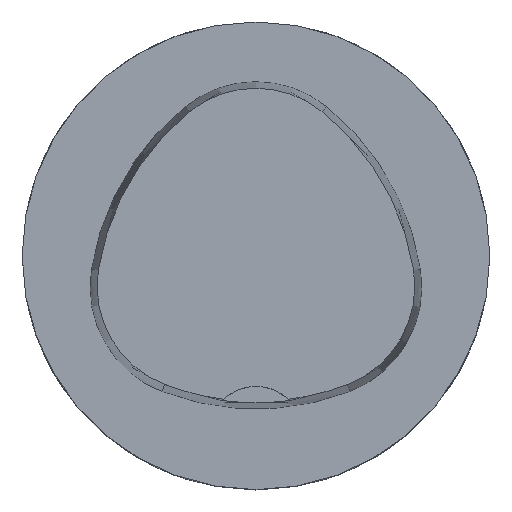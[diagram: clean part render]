
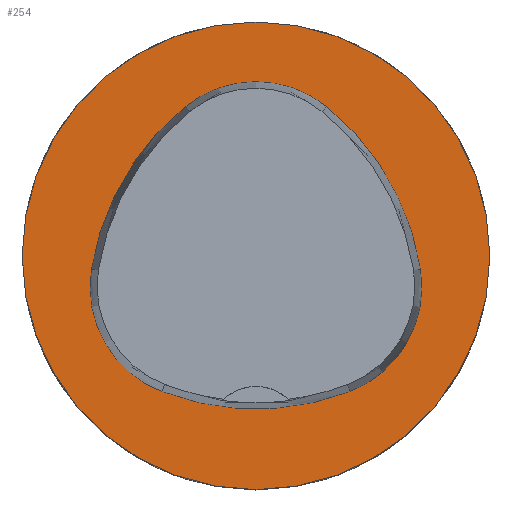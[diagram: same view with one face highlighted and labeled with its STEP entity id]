
A CAD part, top view. The second image highlights one B-rep face of the part: STEP entity #254.
In plain terms, the highlighted planar face has unit normal (0, 0, 1).
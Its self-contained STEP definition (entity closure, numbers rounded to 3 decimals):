
#254=ADVANCED_FACE('',(#491,#492),#306,.T.);
#306=PLANE('',#1389);
#491=FACE_BOUND('',#550,.T.);
#492=FACE_BOUND('',#551,.T.);
#550=EDGE_LOOP('',(#771,#772,#773,#774,#775,#776));
#551=EDGE_LOOP('',(#777));
#771=ORIENTED_EDGE('',*,*,#1142,.F.);
#772=ORIENTED_EDGE('',*,*,#1137,.F.);
#773=ORIENTED_EDGE('',*,*,#1132,.F.);
#774=ORIENTED_EDGE('',*,*,#1129,.F.);
#775=ORIENTED_EDGE('',*,*,#1126,.F.);
#776=ORIENTED_EDGE('',*,*,#1122,.F.);
#777=ORIENTED_EDGE('',*,*,#1113,.T.);
#986=VERTEX_POINT('',#2152);
#995=VERTEX_POINT('',#2171);
#996=VERTEX_POINT('',#2172);
#999=VERTEX_POINT('',#2180);
#1001=VERTEX_POINT('',#2186);
#1003=VERTEX_POINT('',#2192);
#1007=VERTEX_POINT('',#2205);
#1113=EDGE_CURVE('',#986,#986,#1204,.T.);
#1122=EDGE_CURVE('',#995,#996,#1205,.T.);
#1126=EDGE_CURVE('',#996,#999,#1207,.T.);
#1129=EDGE_CURVE('',#999,#1001,#1209,.T.);
#1132=EDGE_CURVE('',#1001,#1003,#1211,.T.);
#1137=EDGE_CURVE('',#1003,#1007,#1214,.T.);
#1142=EDGE_CURVE('',#1007,#995,#1217,.T.);
#1204=CIRCLE('',#1361,25.);
#1205=CIRCLE('',#1367,28.);
#1207=CIRCLE('',#1370,12.);
#1209=CIRCLE('',#1373,28.);
#1211=CIRCLE('',#1376,12.);
#1214=CIRCLE('',#1380,28.);
#1217=CIRCLE('',#1384,12.);
#1361=AXIS2_PLACEMENT_3D('',#2151,#1622,#1623);
#1367=AXIS2_PLACEMENT_3D('',#2170,#1638,#1639);
#1370=AXIS2_PLACEMENT_3D('',#2179,#1646,#1647);
#1373=AXIS2_PLACEMENT_3D('',#2185,#1653,#1654);
#1376=AXIS2_PLACEMENT_3D('',#2191,#1660,#1661);
#1380=AXIS2_PLACEMENT_3D('',#2204,#1669,#1670);
#1384=AXIS2_PLACEMENT_3D('',#2217,#1678,#1679);
#1389=AXIS2_PLACEMENT_3D('',#2222,#1688,#1689);
#1622=DIRECTION('',(0.,0.,1.));
#1623=DIRECTION('',(1.,0.,0.));
#1638=DIRECTION('',(0.,0.,1.));
#1639=DIRECTION('',(1.,0.,0.));
#1646=DIRECTION('',(0.,0.,1.));
#1647=DIRECTION('',(1.,0.,0.));
#1653=DIRECTION('',(0.,0.,1.));
#1654=DIRECTION('',(1.,0.,0.));
#1660=DIRECTION('',(0.,0.,1.));
#1661=DIRECTION('',(1.,0.,0.));
#1669=DIRECTION('',(0.,0.,1.));
#1670=DIRECTION('',(1.,0.,0.));
#1678=DIRECTION('',(0.,0.,1.));
#1679=DIRECTION('',(1.,0.,0.));
#1688=DIRECTION('',(0.,0.,1.));
#1689=DIRECTION('',(-1.,0.,0.));
#2151=CARTESIAN_POINT('',(0.,0.,0.));
#2152=CARTESIAN_POINT('',(25.,0.,0.));
#2170=CARTESIAN_POINT('',(-10.068,-5.824,0.));
#2171=CARTESIAN_POINT('',(17.584,-1.424,0.));
#2172=CARTESIAN_POINT('',(7.531,15.953,0.));
#2179=CARTESIAN_POINT('',(-0.011,6.62,0.));
#2180=CARTESIAN_POINT('',(-7.567,15.942,0.));
#2185=CARTESIAN_POINT('',(10.063,-5.81,0.));
#2186=CARTESIAN_POINT('',(-17.59,-1.418,0.));
#2191=CARTESIAN_POINT('',(-5.739,-3.3,0.));
#2192=CARTESIAN_POINT('',(-10.05,-14.499,0.));
#2204=CARTESIAN_POINT('',(0.01,11.631,0.));
#2205=CARTESIAN_POINT('',(10.025,-14.516,0.));
#2217=CARTESIAN_POINT('',(5.733,-3.31,0.));
#2222=CARTESIAN_POINT('',(0.,0.,0.));
